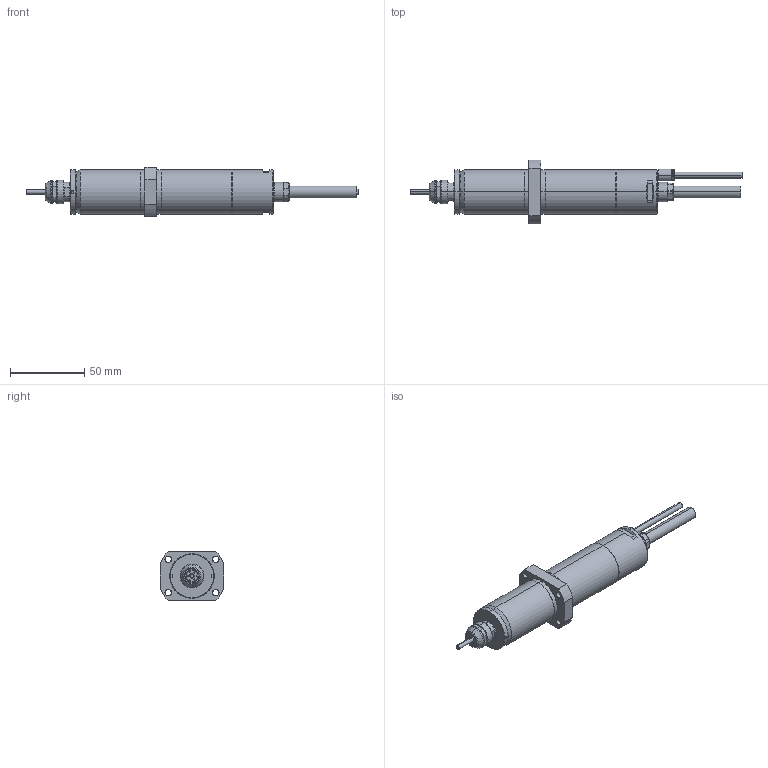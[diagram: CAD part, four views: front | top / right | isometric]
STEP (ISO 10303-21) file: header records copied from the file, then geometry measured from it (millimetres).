
FILE_DESCRIPTION (( 'STEP AP203' ), '1' );
FILE_NAME ('EMSF-3060K.STEP', '2018-09-27T05:29:41', ( '' ), ( '' ), 'SwSTEP 2.0', 'SolidWorks 2013', '' );
FILE_SCHEMA (( 'CONFIG_CONTROL_DESIGN' ));
Length unit declared in the file: millimetre
Products named in the file (1): EMSF-3060K
Bounding box: 223.26 x 43 x 33 mm (x, y, z)
Volume: 95165.1 mm3; surface area: 30591.1 mm2
Topology: 11 solids, 11 shells, 465 faces, 1125 edges, 710 vertices
Faces by surface type: cylinder 173, plane 139, cone 133, bspline 20
Entity records: 14179 total; most frequent: CARTESIAN_POINT 3092, DIRECTION 2429, ORIENTED_EDGE 2242, EDGE_CURVE 1121, AXIS2_PLACEMENT_3D 988, VERTEX_POINT 710, CIRCLE 542, EDGE_LOOP 523
